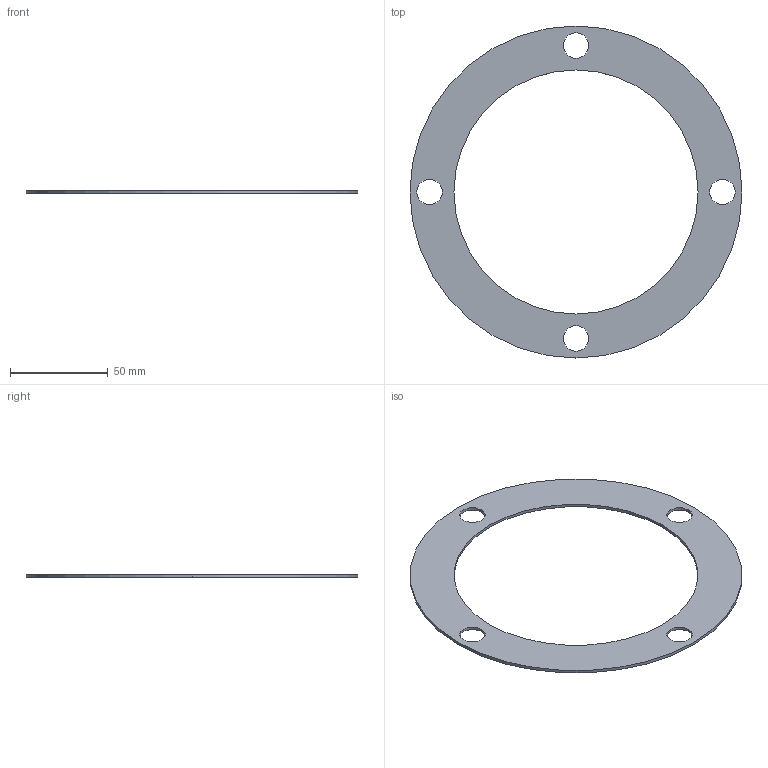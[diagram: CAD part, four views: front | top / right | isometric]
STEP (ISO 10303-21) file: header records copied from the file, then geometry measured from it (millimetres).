
FILE_DESCRIPTION (( 'STEP AP203' ), '1' );
FILE_NAME ('3996-60-30_REV_.step', '2026-02-21T22:20:02', ( '' ), ( '' ), 'SwSTEP 2.0', 'SolidWorks 2025', '' );
FILE_SCHEMA (( 'CONFIG_CONTROL_DESIGN' ));
Length unit declared in the file: millimetre
Products named in the file (1): 3996-60-30_REV_
Bounding box: 170 x 170 x 1.5 mm (x, y, z)
Volume: 14842.8 mm3; surface area: 21425.7 mm2
Topology: 1 solids, 1 shells, 14 faces, 36 edges, 24 vertices
Faces by surface type: cylinder 12, plane 2
Entity records: 541 total; most frequent: DIRECTION 90, CARTESIAN_POINT 75, ORIENTED_EDGE 72, AXIS2_PLACEMENT_3D 39, EDGE_CURVE 36, CIRCLE 24, EDGE_LOOP 24, VERTEX_POINT 24
